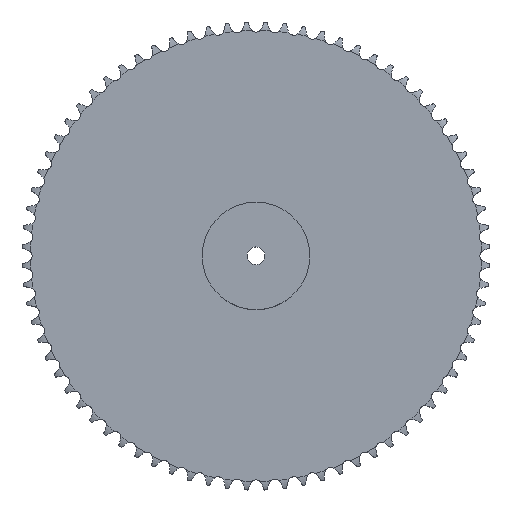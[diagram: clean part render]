
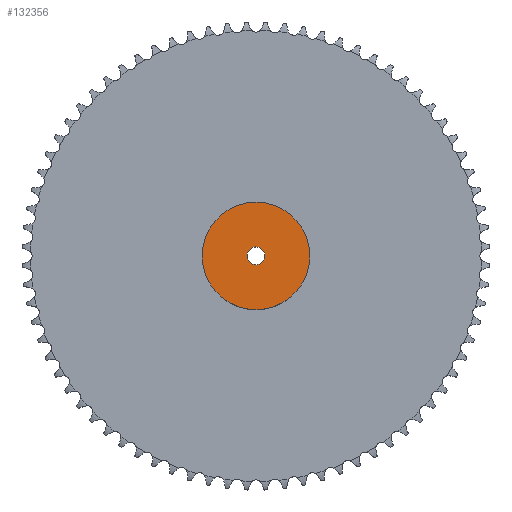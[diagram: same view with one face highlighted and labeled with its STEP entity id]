
A CAD part, top view. The second image highlights one B-rep face of the part: STEP entity #132356.
In plain terms, the highlighted planar face has unit normal (0, 0, 1).
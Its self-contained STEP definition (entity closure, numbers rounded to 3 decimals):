
#70505 = CYLINDRICAL_SURFACE('',#70506,15.);
#70506 = AXIS2_PLACEMENT_3D('',#70507,#70508,#70509);
#70507 = CARTESIAN_POINT('',(0.,0.,1147.059));
#70508 = DIRECTION('',(0.,0.,1.));
#70509 = DIRECTION('',(1.,0.,0.));
#90421 = EDGE_CURVE('',#90422,#90422,#90424,.T.);
#90422 = VERTEX_POINT('',#90423);
#90423 = CARTESIAN_POINT('',(15.,0.,100.));
#90424 = SURFACE_CURVE('',#90425,(#90430,#90437),.PCURVE_S1.);
#90425 = CIRCLE('',#90426,15.);
#90426 = AXIS2_PLACEMENT_3D('',#90427,#90428,#90429);
#90427 = CARTESIAN_POINT('',(0.,0.,100.));
#90428 = DIRECTION('',(0.,0.,1.));
#90429 = DIRECTION('',(1.,0.,0.));
#90430 = PCURVE('',#70505,#90431);
#90431 = DEFINITIONAL_REPRESENTATION('',(#90432),#90436);
#90432 = LINE('',#90433,#90434);
#90433 = CARTESIAN_POINT('',(0.,-1047.059));
#90434 = VECTOR('',#90435,1.);
#90435 = DIRECTION('',(1.,0.));
#90436 = ( GEOMETRIC_REPRESENTATION_CONTEXT(2) 
PARAMETRIC_REPRESENTATION_CONTEXT() REPRESENTATION_CONTEXT('2D SPACE',''
  ) );
#90437 = PCURVE('',#90438,#90443);
#90438 = PLANE('',#90439);
#90439 = AXIS2_PLACEMENT_3D('',#90440,#90441,#90442);
#90440 = CARTESIAN_POINT('',(0.,0.,100.
    ));
#90441 = DIRECTION('',(0.,0.,1.));
#90442 = DIRECTION('',(1.,0.,0.));
#90443 = DEFINITIONAL_REPRESENTATION('',(#90444),#90448);
#90444 = CIRCLE('',#90445,15.);
#90445 = AXIS2_PLACEMENT_2D('',#90446,#90447);
#90446 = CARTESIAN_POINT('',(0.,0.));
#90447 = DIRECTION('',(1.,0.));
#90448 = ( GEOMETRIC_REPRESENTATION_CONTEXT(2) 
PARAMETRIC_REPRESENTATION_CONTEXT() REPRESENTATION_CONTEXT('2D SPACE',''
  ) );
#132356 = ADVANCED_FACE('',(#132357,#132388),#90438,.T.);
#132357 = FACE_BOUND('',#132358,.T.);
#132358 = EDGE_LOOP('',(#132359));
#132359 = ORIENTED_EDGE('',*,*,#132360,.T.);
#132360 = EDGE_CURVE('',#132361,#132361,#132363,.T.);
#132361 = VERTEX_POINT('',#132362);
#132362 = CARTESIAN_POINT('',(90.,0.,100.));
#132363 = SURFACE_CURVE('',#132364,(#132369,#132376),.PCURVE_S1.);
#132364 = CIRCLE('',#132365,90.);
#132365 = AXIS2_PLACEMENT_3D('',#132366,#132367,#132368);
#132366 = CARTESIAN_POINT('',(0.,0.,100.));
#132367 = DIRECTION('',(0.,0.,1.));
#132368 = DIRECTION('',(1.,0.,0.));
#132369 = PCURVE('',#90438,#132370);
#132370 = DEFINITIONAL_REPRESENTATION('',(#132371),#132375);
#132371 = CIRCLE('',#132372,90.);
#132372 = AXIS2_PLACEMENT_2D('',#132373,#132374);
#132373 = CARTESIAN_POINT('',(0.,0.));
#132374 = DIRECTION('',(1.,0.));
#132375 = ( GEOMETRIC_REPRESENTATION_CONTEXT(2) 
PARAMETRIC_REPRESENTATION_CONTEXT() REPRESENTATION_CONTEXT('2D SPACE',''
  ) );
#132376 = PCURVE('',#132377,#132382);
#132377 = CYLINDRICAL_SURFACE('',#132378,90.);
#132378 = AXIS2_PLACEMENT_3D('',#132379,#132380,#132381);
#132379 = CARTESIAN_POINT('',(0.,0.,0.));
#132380 = DIRECTION('',(-0.,-0.,-1.));
#132381 = DIRECTION('',(1.,0.,0.));
#132382 = DEFINITIONAL_REPRESENTATION('',(#132383),#132387);
#132383 = LINE('',#132384,#132385);
#132384 = CARTESIAN_POINT('',(-0.,-100.));
#132385 = VECTOR('',#132386,1.);
#132386 = DIRECTION('',(-1.,0.));
#132387 = ( GEOMETRIC_REPRESENTATION_CONTEXT(2) 
PARAMETRIC_REPRESENTATION_CONTEXT() REPRESENTATION_CONTEXT('2D SPACE',''
  ) );
#132388 = FACE_BOUND('',#132389,.T.);
#132389 = EDGE_LOOP('',(#132390));
#132390 = ORIENTED_EDGE('',*,*,#90421,.F.);
